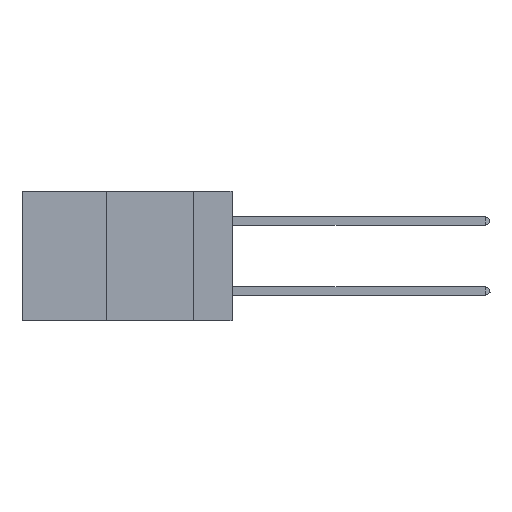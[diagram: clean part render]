
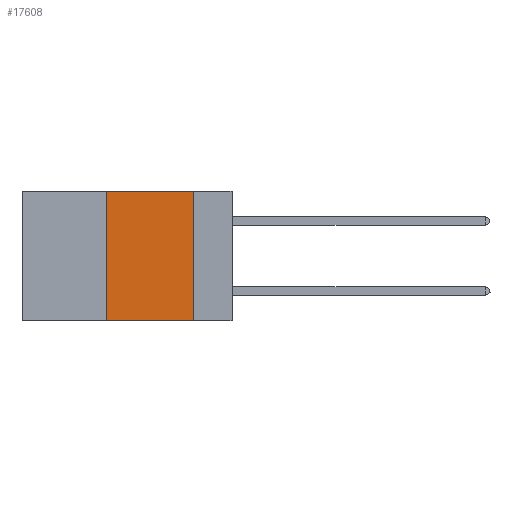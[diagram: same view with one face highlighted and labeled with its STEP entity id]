
A CAD part, left-side view. The second image highlights one B-rep face of the part: STEP entity #17608.
In plain terms, the highlighted planar face has unit normal (-1, 0, 0).
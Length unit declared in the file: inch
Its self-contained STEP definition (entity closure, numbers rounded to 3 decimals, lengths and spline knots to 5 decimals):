
#446 = VECTOR ( 'NONE', #27197, 39.37008 ) ;
#1131 = DIRECTION ( 'NONE',  ( 0., -1., 0. ) ) ;
#1385 = LINE ( 'NONE', #11318, #18287 ) ;
#1894 = ORIENTED_EDGE ( 'NONE', *, *, #19125, .T. ) ;
#2548 = LINE ( 'NONE', #8982, #446 ) ;
#2654 = EDGE_CURVE ( 'NONE', #4171, #35193, #39078, .T. ) ;
#3398 = EDGE_LOOP ( 'NONE', ( #20793, #21387, #25555, #1894 ) ) ;
#4171 = VERTEX_POINT ( 'NONE', #18087 ) ;
#7239 = VERTEX_POINT ( 'NONE', #33843 ) ;
#7312 = AXIS2_PLACEMENT_3D ( 'NONE', #17453, #20586, #27581 ) ;
#8982 = CARTESIAN_POINT ( 'NONE',  ( 0., 0.36, 0. ) ) ;
#10238 = DIRECTION ( 'NONE',  ( 0., -1., 0. ) ) ;
#10852 = LINE ( 'NONE', #36708, #35773 ) ;
#11318 = CARTESIAN_POINT ( 'NONE',  ( 0., 0.6, -0.37 ) ) ;
#13797 = CARTESIAN_POINT ( 'NONE',  ( 0., 0.11, 0. ) ) ;
#17453 = CARTESIAN_POINT ( 'NONE',  ( 0., 0.6, 0. ) ) ;
#17608 = ADVANCED_FACE ( 'NONE', ( #29584 ), #37797, .F. ) ;
#18087 = CARTESIAN_POINT ( 'NONE',  ( 0., 0.36, 0. ) ) ;
#18287 = VECTOR ( 'NONE', #1131, 39.37008 ) ;
#19125 = EDGE_CURVE ( 'NONE', #7239, #30091, #1385, .T. ) ;
#20586 = DIRECTION ( 'NONE',  ( 1., 0., 0. ) ) ;
#20793 = ORIENTED_EDGE ( 'NONE', *, *, #26294, .F. ) ;
#21387 = ORIENTED_EDGE ( 'NONE', *, *, #2654, .F. ) ;
#24821 = CARTESIAN_POINT ( 'NONE',  ( 0., 0.11, -0.37 ) ) ;
#25555 = ORIENTED_EDGE ( 'NONE', *, *, #27796, .F. ) ;
#26294 = EDGE_CURVE ( 'NONE', #35193, #30091, #10852, .T. ) ;
#27197 = DIRECTION ( 'NONE',  ( 0., 0., 1. ) ) ;
#27581 = DIRECTION ( 'NONE',  ( 0., 0., -1. ) ) ;
#27796 = EDGE_CURVE ( 'NONE', #7239, #4171, #2548, .T. ) ;
#29584 = FACE_OUTER_BOUND ( 'NONE', #3398, .T. ) ;
#30091 = VERTEX_POINT ( 'NONE', #24821 ) ;
#33843 = CARTESIAN_POINT ( 'NONE',  ( 0., 0.36, -0.37 ) ) ;
#35193 = VERTEX_POINT ( 'NONE', #13797 ) ;
#35773 = VECTOR ( 'NONE', #36559, 39.37008 ) ;
#36559 = DIRECTION ( 'NONE',  ( 0., 0., -1. ) ) ;
#36708 = CARTESIAN_POINT ( 'NONE',  ( 0., 0.11, 0. ) ) ;
#37641 = CARTESIAN_POINT ( 'NONE',  ( 0., 0.6, 0. ) ) ;
#37797 = PLANE ( 'NONE',  #7312 ) ;
#39078 = LINE ( 'NONE', #37641, #39626 ) ;
#39626 = VECTOR ( 'NONE', #10238, 39.37008 ) ;
